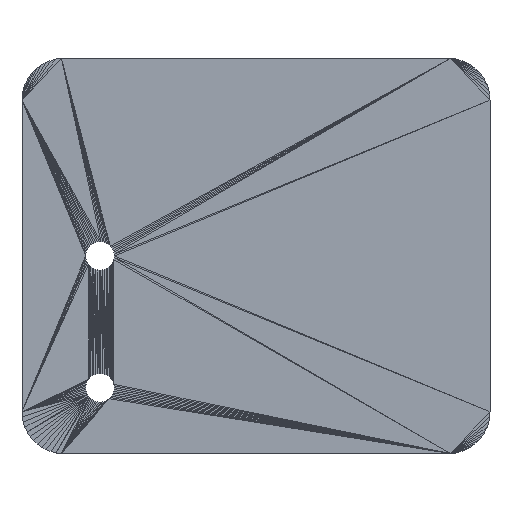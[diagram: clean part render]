
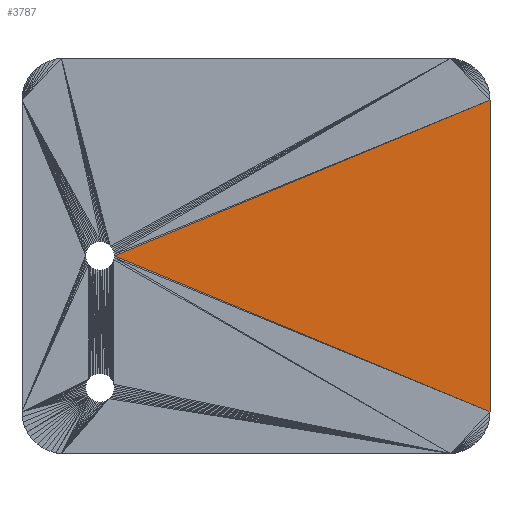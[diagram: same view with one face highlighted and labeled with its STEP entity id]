
A CAD part, top view. The second image highlights one B-rep face of the part: STEP entity #3787.
In plain terms, the highlighted planar face has unit normal (0, 0, 1).
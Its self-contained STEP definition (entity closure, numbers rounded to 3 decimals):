
#3006 = VERTEX_POINT('',#3007);
#3007 = CARTESIAN_POINT('',(27.81,18.498,8.));
#3312 = PLANE('',#3313);
#3313 = AXIS2_PLACEMENT_3D('',#3314,#3315,#3316);
#3314 = CARTESIAN_POINT('',(5.432,9.282,8.));
#3315 = DIRECTION('',(0.,0.,1.));
#3316 = DIRECTION('',(1.,0.,-0.));
#3735 = VERTEX_POINT('',#3736);
#3736 = CARTESIAN_POINT('',(-16.84,0.,8.));
#3762 = EDGE_CURVE('',#3006,#3735,#3763,.T.);
#3763 = SURFACE_CURVE('',#3764,(#3768,#3775),.PCURVE_S1.);
#3764 = LINE('',#3765,#3766);
#3765 = CARTESIAN_POINT('',(27.81,18.498,8.));
#3766 = VECTOR('',#3767,1.);
#3767 = DIRECTION('',(-0.924,-0.383,0.));
#3768 = PCURVE('',#3312,#3769);
#3769 = DEFINITIONAL_REPRESENTATION('',(#3770),#3774);
#3770 = LINE('',#3771,#3772);
#3771 = CARTESIAN_POINT('',(22.378,9.216));
#3772 = VECTOR('',#3773,1.);
#3773 = DIRECTION('',(-0.924,-0.383));
#3774 = ( GEOMETRIC_REPRESENTATION_CONTEXT(2) 
PARAMETRIC_REPRESENTATION_CONTEXT() REPRESENTATION_CONTEXT('2D SPACE',''
  ) );
#3775 = PCURVE('',#3776,#3781);
#3776 = PLANE('',#3777);
#3777 = AXIS2_PLACEMENT_3D('',#3778,#3779,#3780);
#3778 = CARTESIAN_POINT('',(11.665,0.,8.));
#3779 = DIRECTION('',(0.,0.,1.));
#3780 = DIRECTION('',(1.,0.,-0.));
#3781 = DEFINITIONAL_REPRESENTATION('',(#3782),#3786);
#3782 = LINE('',#3783,#3784);
#3783 = CARTESIAN_POINT('',(16.145,18.498));
#3784 = VECTOR('',#3785,1.);
#3785 = DIRECTION('',(-0.924,-0.383));
#3786 = ( GEOMETRIC_REPRESENTATION_CONTEXT(2) 
PARAMETRIC_REPRESENTATION_CONTEXT() REPRESENTATION_CONTEXT('2D SPACE',''
  ) );
#3787 = ADVANCED_FACE('',(#3788),#3776,.T.);
#3788 = FACE_BOUND('',#3789,.T.);
#3789 = EDGE_LOOP('',(#3790,#3791,#3819));
#3790 = ORIENTED_EDGE('',*,*,#3762,.T.);
#3791 = ORIENTED_EDGE('',*,*,#3792,.T.);
#3792 = EDGE_CURVE('',#3735,#3793,#3795,.T.);
#3793 = VERTEX_POINT('',#3794);
#3794 = CARTESIAN_POINT('',(27.81,-18.498,8.));
#3795 = SURFACE_CURVE('',#3796,(#3800,#3807),.PCURVE_S1.);
#3796 = LINE('',#3797,#3798);
#3797 = CARTESIAN_POINT('',(-16.84,0.,8.));
#3798 = VECTOR('',#3799,1.);
#3799 = DIRECTION('',(0.924,-0.383,0.));
#3800 = PCURVE('',#3776,#3801);
#3801 = DEFINITIONAL_REPRESENTATION('',(#3802),#3806);
#3802 = LINE('',#3803,#3804);
#3803 = CARTESIAN_POINT('',(-28.505,0.));
#3804 = VECTOR('',#3805,1.);
#3805 = DIRECTION('',(0.924,-0.383));
#3806 = ( GEOMETRIC_REPRESENTATION_CONTEXT(2) 
PARAMETRIC_REPRESENTATION_CONTEXT() REPRESENTATION_CONTEXT('2D SPACE',''
  ) );
#3807 = PCURVE('',#3808,#3813);
#3808 = PLANE('',#3809);
#3809 = AXIS2_PLACEMENT_3D('',#3810,#3811,#3812);
#3810 = CARTESIAN_POINT('',(5.432,-9.282,8.));
#3811 = DIRECTION('',(0.,0.,1.));
#3812 = DIRECTION('',(1.,0.,-0.));
#3813 = DEFINITIONAL_REPRESENTATION('',(#3814),#3818);
#3814 = LINE('',#3815,#3816);
#3815 = CARTESIAN_POINT('',(-22.272,9.282));
#3816 = VECTOR('',#3817,1.);
#3817 = DIRECTION('',(0.924,-0.383));
#3818 = ( GEOMETRIC_REPRESENTATION_CONTEXT(2) 
PARAMETRIC_REPRESENTATION_CONTEXT() REPRESENTATION_CONTEXT('2D SPACE',''
  ) );
#3819 = ORIENTED_EDGE('',*,*,#3820,.T.);
#3820 = EDGE_CURVE('',#3793,#3006,#3821,.T.);
#3821 = SURFACE_CURVE('',#3822,(#3826,#3833),.PCURVE_S1.);
#3822 = LINE('',#3823,#3824);
#3823 = CARTESIAN_POINT('',(27.81,-18.498,8.));
#3824 = VECTOR('',#3825,1.);
#3825 = DIRECTION('',(0.,1.,0.));
#3826 = PCURVE('',#3776,#3827);
#3827 = DEFINITIONAL_REPRESENTATION('',(#3828),#3832);
#3828 = LINE('',#3829,#3830);
#3829 = CARTESIAN_POINT('',(16.145,-18.498));
#3830 = VECTOR('',#3831,1.);
#3831 = DIRECTION('',(0.,1.));
#3832 = ( GEOMETRIC_REPRESENTATION_CONTEXT(2) 
PARAMETRIC_REPRESENTATION_CONTEXT() REPRESENTATION_CONTEXT('2D SPACE',''
  ) );
#3833 = PCURVE('',#3834,#3839);
#3834 = PLANE('',#3835);
#3835 = AXIS2_PLACEMENT_3D('',#3836,#3837,#3838);
#3836 = CARTESIAN_POINT('',(27.81,1.786,
    5.786));
#3837 = DIRECTION('',(1.,0.,0.));
#3838 = DIRECTION('',(0.,0.,1.));
#3839 = DEFINITIONAL_REPRESENTATION('',(#3840),#3844);
#3840 = LINE('',#3841,#3842);
#3841 = CARTESIAN_POINT('',(2.214,20.285));
#3842 = VECTOR('',#3843,1.);
#3843 = DIRECTION('',(0.,-1.));
#3844 = ( GEOMETRIC_REPRESENTATION_CONTEXT(2) 
PARAMETRIC_REPRESENTATION_CONTEXT() REPRESENTATION_CONTEXT('2D SPACE',''
  ) );
